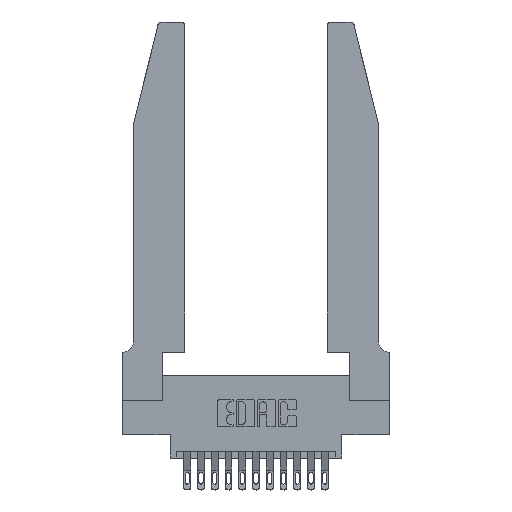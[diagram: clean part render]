
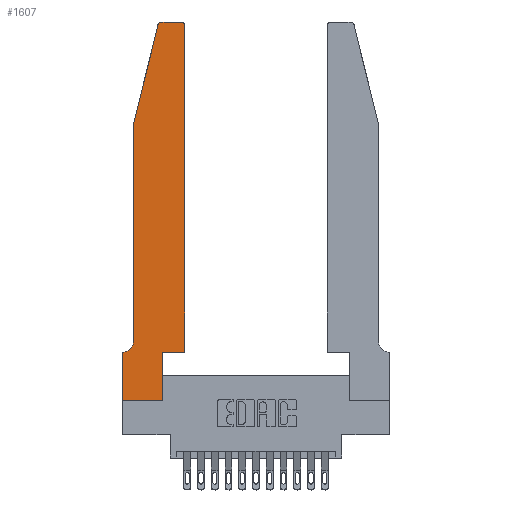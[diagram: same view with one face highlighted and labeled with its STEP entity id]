
A CAD part, top view. The second image highlights one B-rep face of the part: STEP entity #1607.
In plain terms, the highlighted planar face has unit normal (0, 0, 1).
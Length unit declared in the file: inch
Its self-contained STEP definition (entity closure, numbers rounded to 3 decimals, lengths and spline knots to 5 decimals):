
#216 = ORIENTED_EDGE ( 'NONE', *, *, #1154, .T. ) ;
#264 = ORIENTED_EDGE ( 'NONE', *, *, #6583, .T. ) ;
#655 = CARTESIAN_POINT ( 'NONE',  ( 0.0755, 2., 0.37 ) ) ;
#772 = DIRECTION ( 'NONE',  ( 1., 0., 0. ) ) ;
#827 = LINE ( 'NONE', #9946, #11164 ) ;
#1154 = EDGE_CURVE ( 'NONE', #8827, #2261, #14416, .T. ) ;
#1165 = VECTOR ( 'NONE', #2377, 39.37008 ) ;
#1230 = CIRCLE ( 'NONE', #14526, 0.07 ) ;
#1566 = VECTOR ( 'NONE', #5261, 39.37008 ) ;
#1607 = ADVANCED_FACE ( 'NONE', ( #1727 ), #12255, .T. ) ;
#1657 = DIRECTION ( 'NONE',  ( 1., 0., 0. ) ) ;
#1727 = FACE_OUTER_BOUND ( 'NONE', #12686, .T. ) ;
#1728 = ORIENTED_EDGE ( 'NONE', *, *, #14764, .T. ) ;
#1808 = CARTESIAN_POINT ( 'NONE',  ( 0., 0.35, 0.37 ) ) ;
#1906 = AXIS2_PLACEMENT_3D ( 'NONE', #6788, #17231, #9433 ) ;
#1994 = VERTEX_POINT ( 'NONE', #655 ) ;
#2000 = VECTOR ( 'NONE', #7808, 39.37008 ) ;
#2144 = EDGE_CURVE ( 'NONE', #17598, #5955, #1230, .T. ) ;
#2261 = VERTEX_POINT ( 'NONE', #4168 ) ;
#2274 = VERTEX_POINT ( 'NONE', #5268 ) ;
#2366 = ORIENTED_EDGE ( 'NONE', *, *, #13971, .T. ) ;
#2377 = DIRECTION ( 'NONE',  ( 0., -1., 0. ) ) ;
#2381 = CARTESIAN_POINT ( 'NONE',  ( 0.4505, 0.35, 0.37 ) ) ;
#2391 = CARTESIAN_POINT ( 'NONE',  ( 0.0055, 0.42, 0.37 ) ) ;
#2483 = ORIENTED_EDGE ( 'NONE', *, *, #3372, .T. ) ;
#2619 = CARTESIAN_POINT ( 'NONE',  ( 0., 0., 0.37 ) ) ;
#2681 = ORIENTED_EDGE ( 'NONE', *, *, #6714, .T. ) ;
#2738 = ORIENTED_EDGE ( 'NONE', *, *, #12666, .T. ) ;
#2792 = LINE ( 'NONE', #3991, #13927 ) ;
#2866 = CARTESIAN_POINT ( 'NONE',  ( 0.2865, 0., 0.37 ) ) ;
#2979 = ORIENTED_EDGE ( 'NONE', *, *, #16966, .T. ) ;
#3128 = EDGE_CURVE ( 'NONE', #7460, #2274, #10036, .T. ) ;
#3274 = ORIENTED_EDGE ( 'NONE', *, *, #2144, .T. ) ;
#3372 = EDGE_CURVE ( 'NONE', #12922, #9697, #2792, .T. ) ;
#3461 = AXIS2_PLACEMENT_3D ( 'NONE', #11792, #11773, #11699 ) ;
#3549 = ORIENTED_EDGE ( 'NONE', *, *, #7057, .T. ) ;
#3821 = DIRECTION ( 'NONE',  ( -0.239, -0.971, 0. ) ) ;
#3991 = CARTESIAN_POINT ( 'NONE',  ( 0.2865, 0.35, 0.37 ) ) ;
#4168 = CARTESIAN_POINT ( 'NONE',  ( 0.4205, 2.75, 0.37 ) ) ;
#4237 = CARTESIAN_POINT ( 'NONE',  ( 0.2605, 2.75, 0.37 ) ) ;
#4876 = ORIENTED_EDGE ( 'NONE', *, *, #7411, .T. ) ;
#5004 = LINE ( 'NONE', #16177, #1165 ) ;
#5153 = VECTOR ( 'NONE', #12527, 39.37008 ) ;
#5165 = ORIENTED_EDGE ( 'NONE', *, *, #3128, .T. ) ;
#5261 = DIRECTION ( 'NONE',  ( 0., 1., 0. ) ) ;
#5268 = CARTESIAN_POINT ( 'NONE',  ( 0.25487, 2.72718, 0.37 ) ) ;
#5458 = DIRECTION ( 'NONE',  ( 0., 0., -1. ) ) ;
#5815 = LINE ( 'NONE', #6420, #2000 ) ;
#5955 = VERTEX_POINT ( 'NONE', #6039 ) ;
#6039 = CARTESIAN_POINT ( 'NONE',  ( 0.0055, 0.35, 0.37 ) ) ;
#6420 = CARTESIAN_POINT ( 'NONE',  ( 0.0755, 2., 0.37 ) ) ;
#6583 = EDGE_CURVE ( 'NONE', #13109, #8827, #9075, .T. ) ;
#6714 = EDGE_CURVE ( 'NONE', #14444, #12922, #11401, .T. ) ;
#6741 = VECTOR ( 'NONE', #772, 39.37008 ) ;
#6788 = CARTESIAN_POINT ( 'NONE',  ( 0.284, 2.72, 0.37 ) ) ;
#7057 = EDGE_CURVE ( 'NONE', #1994, #17598, #5815, .T. ) ;
#7411 = EDGE_CURVE ( 'NONE', #2274, #1994, #827, .T. ) ;
#7460 = VERTEX_POINT ( 'NONE', #11417 ) ;
#7808 = DIRECTION ( 'NONE',  ( 0., -1., 0. ) ) ;
#8081 = VERTEX_POINT ( 'NONE', #1808 ) ;
#8331 = DIRECTION ( 'NONE',  ( 0., 0., 1. ) ) ;
#8339 = CARTESIAN_POINT ( 'NONE',  ( 0.0755, 0.35, 0.37 ) ) ;
#8633 = DIRECTION ( 'NONE',  ( -1., 0., 0. ) ) ;
#8827 = VERTEX_POINT ( 'NONE', #16450 ) ;
#9075 = LINE ( 'NONE', #2381, #1566 ) ;
#9433 = DIRECTION ( 'NONE',  ( 1., 0., 0. ) ) ;
#9697 = VERTEX_POINT ( 'NONE', #15778 ) ;
#9946 = CARTESIAN_POINT ( 'NONE',  ( 0.0755, 2., 0.37 ) ) ;
#10036 = CIRCLE ( 'NONE', #1906, 0.03 ) ;
#10443 = CARTESIAN_POINT ( 'NONE',  ( 0., 0., 0.37 ) ) ;
#10646 = CARTESIAN_POINT ( 'NONE',  ( 0.4505, 0.35, 0.37 ) ) ;
#11164 = VECTOR ( 'NONE', #3821, 39.37008 ) ;
#11401 = LINE ( 'NONE', #2619, #17773 ) ;
#11417 = CARTESIAN_POINT ( 'NONE',  ( 0.284, 2.75, 0.37 ) ) ;
#11493 = CARTESIAN_POINT ( 'NONE',  ( 0.0755, 0.42, 0.37 ) ) ;
#11560 = CARTESIAN_POINT ( 'NONE',  ( 0.4505, 0.35, 0.37 ) ) ;
#11570 = VECTOR ( 'NONE', #17835, 39.37008 ) ;
#11699 = DIRECTION ( 'NONE',  ( 1., 0., 0. ) ) ;
#11773 = DIRECTION ( 'NONE',  ( 0., 0., 1. ) ) ;
#11792 = CARTESIAN_POINT ( 'NONE',  ( 0.4205, 2.72, 0.37 ) ) ;
#12255 = PLANE ( 'NONE',  #16953 ) ;
#12527 = DIRECTION ( 'NONE',  ( -1., 0., 0. ) ) ;
#12666 = EDGE_CURVE ( 'NONE', #8081, #14444, #5004, .T. ) ;
#12686 = EDGE_LOOP ( 'NONE', ( #1728, #5165, #4876, #3549, #3274, #2979, #2738, #2681, #2483, #2366, #264, #216 ) ) ;
#12750 = CARTESIAN_POINT ( 'NONE',  ( 0., 0.35, 0.37 ) ) ;
#12922 = VERTEX_POINT ( 'NONE', #2866 ) ;
#13109 = VERTEX_POINT ( 'NONE', #11560 ) ;
#13728 = DIRECTION ( 'NONE',  ( 0., 1., 0. ) ) ;
#13927 = VECTOR ( 'NONE', #13728, 39.37008 ) ;
#13971 = EDGE_CURVE ( 'NONE', #9697, #13109, #17595, .T. ) ;
#14412 = LINE ( 'NONE', #8339, #11570 ) ;
#14416 = CIRCLE ( 'NONE', #3461, 0.03 ) ;
#14444 = VERTEX_POINT ( 'NONE', #10443 ) ;
#14526 = AXIS2_PLACEMENT_3D ( 'NONE', #2391, #5458, #8633 ) ;
#14764 = EDGE_CURVE ( 'NONE', #2261, #7460, #16114, .T. ) ;
#15778 = CARTESIAN_POINT ( 'NONE',  ( 0.2865, 0.35, 0.37 ) ) ;
#16114 = LINE ( 'NONE', #4237, #5153 ) ;
#16177 = CARTESIAN_POINT ( 'NONE',  ( 0., 0., 0.37 ) ) ;
#16405 = DIRECTION ( 'NONE',  ( 1., 0., 0. ) ) ;
#16450 = CARTESIAN_POINT ( 'NONE',  ( 0.4505, 2.72, 0.37 ) ) ;
#16953 = AXIS2_PLACEMENT_3D ( 'NONE', #12750, #8331, #1657 ) ;
#16966 = EDGE_CURVE ( 'NONE', #5955, #8081, #14412, .T. ) ;
#17231 = DIRECTION ( 'NONE',  ( 0., 0., 1. ) ) ;
#17595 = LINE ( 'NONE', #10646, #6741 ) ;
#17598 = VERTEX_POINT ( 'NONE', #11493 ) ;
#17773 = VECTOR ( 'NONE', #16405, 39.37008 ) ;
#17835 = DIRECTION ( 'NONE',  ( -1., 0., 0. ) ) ;
